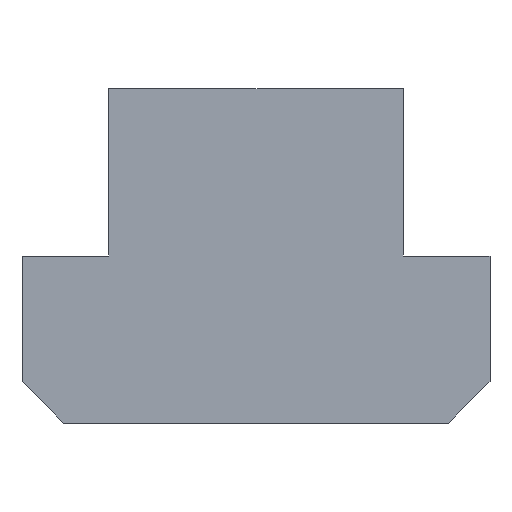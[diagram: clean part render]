
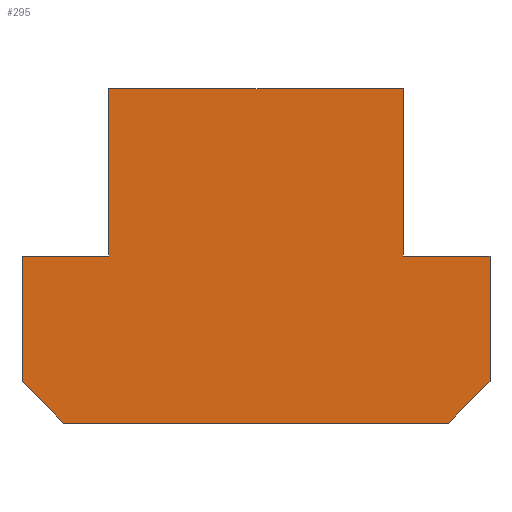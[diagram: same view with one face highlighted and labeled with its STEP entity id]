
A CAD part, front view. The second image highlights one B-rep face of the part: STEP entity #295.
In plain terms, the highlighted planar face has unit normal (0, -1, 0).
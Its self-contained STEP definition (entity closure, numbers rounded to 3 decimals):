
#119=VERTEX_POINT('',#317);
#121=EDGE_CURVE('',#257,#119,#319,.T.);
#127=EDGE_CURVE('',#133,#221,#326,.T.);
#133=VERTEX_POINT('',#332);
#135=EDGE_CURVE('',#151,#133,#334,.T.);
#145=EDGE_CURVE('',#119,#151,#346,.T.);
#151=VERTEX_POINT('',#353);
#153=EDGE_CURVE('',#191,#171,#355,.T.);
#167=EDGE_CURVE('',#171,#257,#369,.T.);
#171=VERTEX_POINT('',#373);
#183=EDGE_CURVE('',#203,#191,#385,.T.);
#191=VERTEX_POINT('',#395);
#195=EDGE_CURVE('',#273,#203,#401,.T.);
#203=VERTEX_POINT('',#409);
#213=EDGE_CURVE('',#221,#253,#420,.T.);
#221=VERTEX_POINT('',#428);
#223=EDGE_CURVE('',#253,#273,#430,.T.);
#253=VERTEX_POINT('',#464);
#257=VERTEX_POINT('',#469);
#273=VERTEX_POINT('',#485);
#295=ADVANCED_FACE('',(#512),#513,.T.);
#317=CARTESIAN_POINT('',(8.8,-14.0,10.0));
#319=LINE('',#532,#533);
#326=LINE('',#543,#544);
#332=CARTESIAN_POINT('',(14.0,-14.0,0.0));
#334=LINE('',#552,#553);
#346=LINE('',#568,#569);
#353=CARTESIAN_POINT('',(8.8,-14.0,0.0));
#355=LINE('',#581,#582);
#369=LINE('',#601,#602);
#373=CARTESIAN_POINT('',(-8.8,-14.0,0.0));
#385=LINE('',#627,#628);
#395=CARTESIAN_POINT('',(-14.,-14.0,0.0));
#401=LINE('',#647,#648);
#409=CARTESIAN_POINT('',(-14.,-14.0,-7.5));
#420=LINE('',#671,#672);
#428=CARTESIAN_POINT('',(14.0,-14.0,-7.5));
#430=LINE('',#686,#687);
#464=CARTESIAN_POINT('',(11.5,-14.0,-10.0));
#469=CARTESIAN_POINT('',(-8.8,-14.0,10.0));
#485=CARTESIAN_POINT('',(-11.5,-14.0,-10.0));
#512=FACE_OUTER_BOUND('',#799,.T.);
#513=PLANE('',#800);
#532=CARTESIAN_POINT('',(8.8,-14.0,10.0));
#533=VECTOR('',#804,1.0);
#543=CARTESIAN_POINT('',(14.0,-14.0,-7.5));
#544=VECTOR('',#814,1.0);
#552=CARTESIAN_POINT('',(14.0,-14.0,0.0));
#553=VECTOR('',#816,1.0);
#568=CARTESIAN_POINT('',(8.8,-14.0,0.0));
#569=VECTOR('',#834,1.0);
#581=CARTESIAN_POINT('',(-8.8,-14.0,0.0));
#582=VECTOR('',#844,1.0);
#601=CARTESIAN_POINT('',(-8.8,-14.0,10.0));
#602=VECTOR('',#852,1.0);
#627=CARTESIAN_POINT('',(-14.,-14.0,0.0));
#628=VECTOR('',#862,1.0);
#647=CARTESIAN_POINT('',(-14.,-14.0,-7.5));
#648=VECTOR('',#890,1.0);
#671=CARTESIAN_POINT('',(11.5,-14.0,-10.0));
#672=VECTOR('',#903,1.0);
#686=CARTESIAN_POINT('',(-11.5,-14.0,-10.0));
#687=VECTOR('',#908,1.0);
#799=EDGE_LOOP('',(#1010,#1011,#1012,#1013,#1014,#1015,#1016,#1017,#1018,#1019));
#800=AXIS2_PLACEMENT_3D('',#1020,#1021,#1022);
#804=DIRECTION('',(1.0,0.0,0.0));
#814=DIRECTION('',(0.0,0.,-1.0));
#816=DIRECTION('',(1.0,0.0,0.0));
#834=DIRECTION('',(0.0,0.,-1.0));
#844=DIRECTION('',(1.0,0.0,0.0));
#852=DIRECTION('',(0.0,0.,1.0));
#862=DIRECTION('',(0.0,0.,1.0));
#890=DIRECTION('',(-0.707,0.,0.707));
#903=DIRECTION('',(-0.707,0.,-0.707));
#908=DIRECTION('',(-1.0,0.0,0.0));
#1010=ORIENTED_EDGE('',*,*,#213,.F.);
#1011=ORIENTED_EDGE('',*,*,#127,.F.);
#1012=ORIENTED_EDGE('',*,*,#135,.F.);
#1013=ORIENTED_EDGE('',*,*,#145,.F.);
#1014=ORIENTED_EDGE('',*,*,#121,.F.);
#1015=ORIENTED_EDGE('',*,*,#167,.F.);
#1016=ORIENTED_EDGE('',*,*,#153,.F.);
#1017=ORIENTED_EDGE('',*,*,#183,.F.);
#1018=ORIENTED_EDGE('',*,*,#195,.F.);
#1019=ORIENTED_EDGE('',*,*,#223,.F.);
#1020=CARTESIAN_POINT('',(0.0,-14.0,-0.775));
#1021=DIRECTION('',(0.0,-1.0,0.));
#1022=DIRECTION('',(1.0,0.0,0.0));
